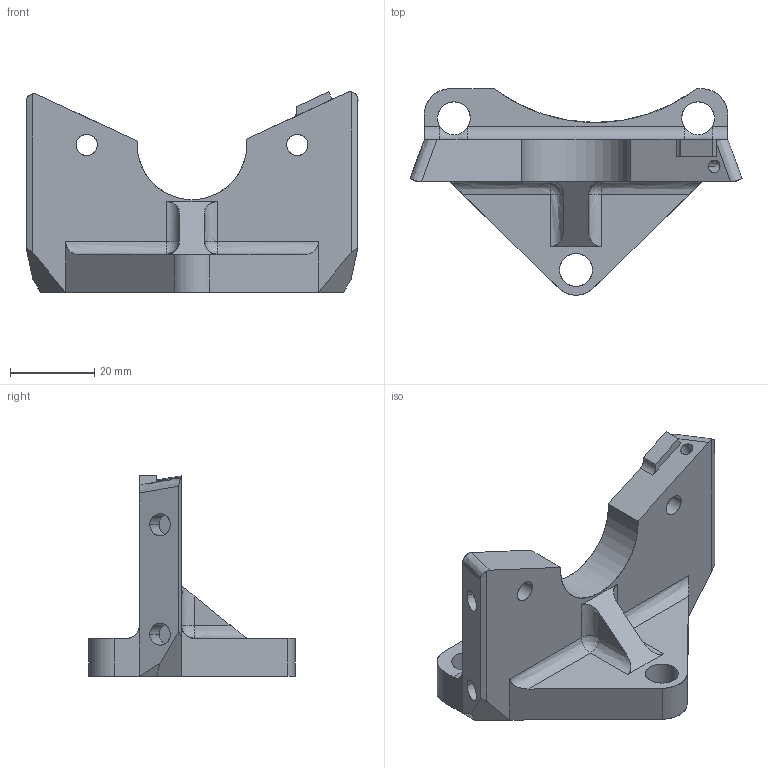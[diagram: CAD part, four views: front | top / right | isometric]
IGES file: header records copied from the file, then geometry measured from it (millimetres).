
Start section: SolidWorks IGES file using analytic representation for surfaces
Global section: file name: Extruder_mount_camellia_Kauri.IGS; native system: SolidWorks 2011; preprocessor: SolidWorks 2011; author: Seth; date: 150525.070726; units: millimetre
Bounding box: 78.84 x 49 x 47.65 mm (x, y, z)
Surface area: 12707.8 mm2 (no closed solid volume)
Topology: 0 solids, 0 shells, 83 faces, 1314 edges, 1312 vertices
Faces by surface type: bspline 44, revolution 39
